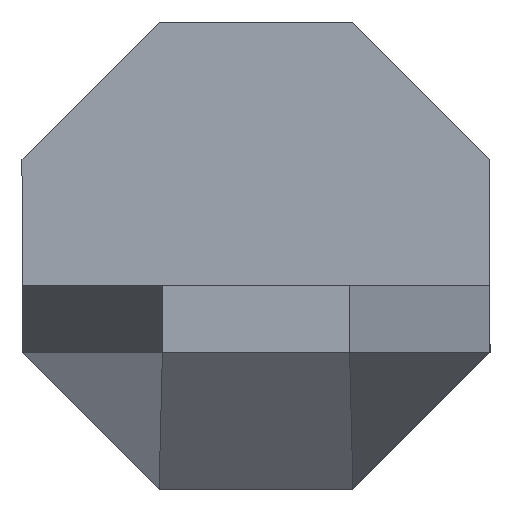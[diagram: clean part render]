
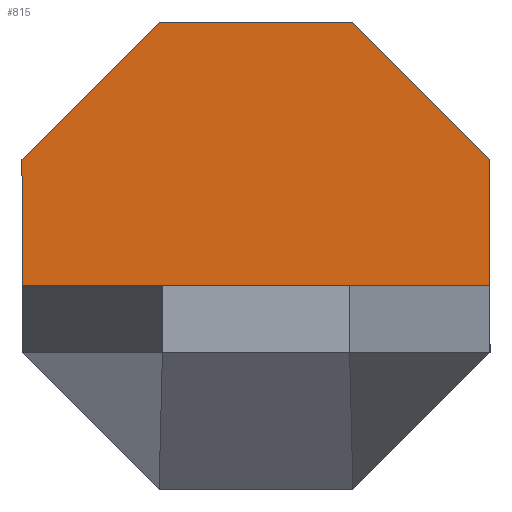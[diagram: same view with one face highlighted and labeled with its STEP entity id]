
A CAD part, left-side view. The second image highlights one B-rep face of the part: STEP entity #815.
In plain terms, the highlighted planar face has unit normal (-1, 0, 0).
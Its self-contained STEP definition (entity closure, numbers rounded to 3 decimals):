
#126=PLANE('',#896);
#171=FACE_OUTER_BOUND('',#222,.T.);
#222=EDGE_LOOP('',(#699,#700,#701,#702,#703,#704));
#259=LINE('',#1230,#349);
#276=LINE('',#1267,#366);
#280=LINE('',#1273,#370);
#291=LINE('',#1295,#381);
#293=LINE('',#1299,#383);
#294=LINE('',#1301,#384);
#349=VECTOR('',#989,10.);
#366=VECTOR('',#1018,10.);
#370=VECTOR('',#1024,10.);
#381=VECTOR('',#1051,10.);
#383=VECTOR('',#1055,10.);
#384=VECTOR('',#1058,10.);
#446=VERTEX_POINT('',#1227);
#447=VERTEX_POINT('',#1229);
#460=VERTEX_POINT('',#1264);
#461=VERTEX_POINT('',#1266);
#465=VERTEX_POINT('',#1293);
#466=VERTEX_POINT('',#1297);
#512=EDGE_CURVE('',#447,#446,#259,.T.);
#530=EDGE_CURVE('',#460,#461,#276,.T.);
#534=EDGE_CURVE('',#447,#460,#280,.T.);
#545=EDGE_CURVE('',#465,#446,#291,.T.);
#547=EDGE_CURVE('',#466,#465,#293,.T.);
#548=EDGE_CURVE('',#461,#466,#294,.T.);
#699=ORIENTED_EDGE('',*,*,#545,.F.);
#700=ORIENTED_EDGE('',*,*,#547,.F.);
#701=ORIENTED_EDGE('',*,*,#548,.F.);
#702=ORIENTED_EDGE('',*,*,#530,.F.);
#703=ORIENTED_EDGE('',*,*,#534,.F.);
#704=ORIENTED_EDGE('',*,*,#512,.T.);
#815=ADVANCED_FACE('',(#171),#126,.F.);
#896=AXIS2_PLACEMENT_3D('',#1302,#1059,#1060);
#989=DIRECTION('',(0.,1.,0.));
#1018=DIRECTION('',(0.,0.707,-0.707));
#1024=DIRECTION('',(0.,0.,-1.));
#1051=DIRECTION('',(0.,0.,1.));
#1055=DIRECTION('',(0.,0.707,0.707));
#1058=DIRECTION('',(0.,1.,0.));
#1059=DIRECTION('center_axis',(1.,0.,0.));
#1060=DIRECTION('ref_axis',(0.,1.,0.));
#1227=CARTESIAN_POINT('',(0.,40.,5.));
#1229=CARTESIAN_POINT('',(0.,-40.,5.));
#1230=CARTESIAN_POINT('',(0.,-40.,5.));
#1264=CARTESIAN_POINT('',(0.,-40.,-16.569));
#1266=CARTESIAN_POINT('',(0.,-16.569,-40.));
#1267=CARTESIAN_POINT('',(0.,-40.,-16.569));
#1273=CARTESIAN_POINT('',(0.,-40.,16.569));
#1293=CARTESIAN_POINT('',(0.,40.,-16.569));
#1295=CARTESIAN_POINT('',(0.,40.,-16.569));
#1297=CARTESIAN_POINT('',(0.,16.569,-40.));
#1299=CARTESIAN_POINT('',(0.,16.569,-40.));
#1301=CARTESIAN_POINT('',(0.,-16.569,-40.));
#1302=CARTESIAN_POINT('Origin',(0.,0.,0.));
